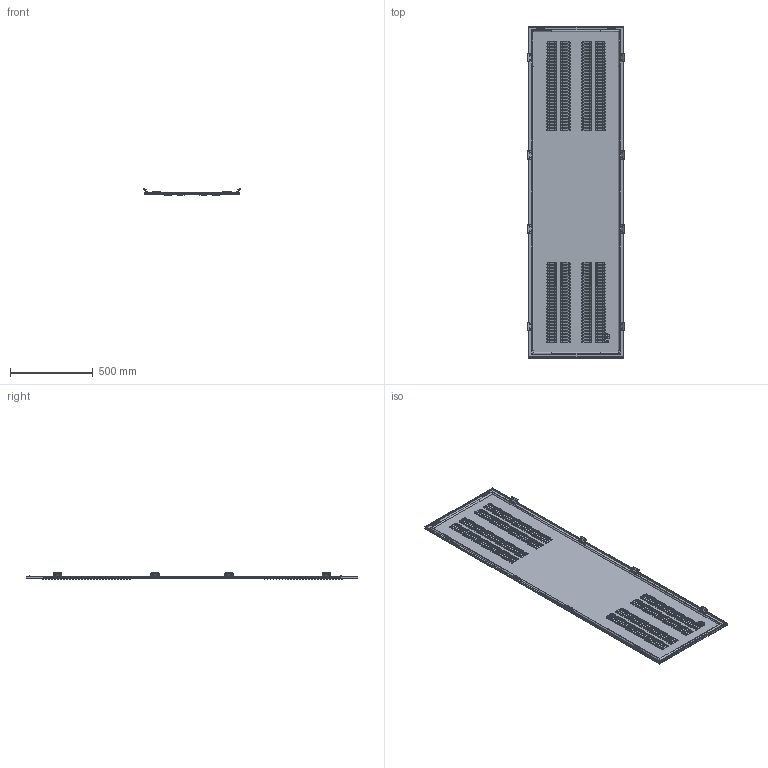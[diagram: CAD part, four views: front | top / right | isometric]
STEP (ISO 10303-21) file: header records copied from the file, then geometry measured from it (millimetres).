
FILE_DESCRIPTION (( 'STEP AP203' ), '1' );
FILE_NAME ('FO-00-PSV-200-060-31 FORMAT Ïàíåëü áîêîâàÿ 2000õ600 IP54 IEK.STEP', '2025-01-21T07:24:01', ( '' ), ( '' ), 'SwSTEP 2.0', 'SolidWorks 2022', '' );
FILE_SCHEMA (( 'CONFIG_CONTROL_DESIGN' ));
Products named in the file (1): FO-00-PSV-200-060-31 FORMAT Панель боковая 2000х600 IP54 IEK
Bounding box: 581.68 x 2000 x 37.02 mm (x, y, z)
Volume: 2221423.8 mm3; surface area: 2619330.9 mm2
Topology: 9 solids, 9 shells, 5046 faces, 13394 edges, 8428 vertices
Faces by surface type: torus 1832, cylinder 1547, plane 1483, cone 180, bspline 4
Entity records: 160889 total; most frequent: DIRECTION 31767, CARTESIAN_POINT 27326, ORIENTED_EDGE 26788, EDGE_CURVE 13394, AXIS2_PLACEMENT_3D 13381, VERTEX_POINT 8428, CIRCLE 8338, EDGE_LOOP 5616
